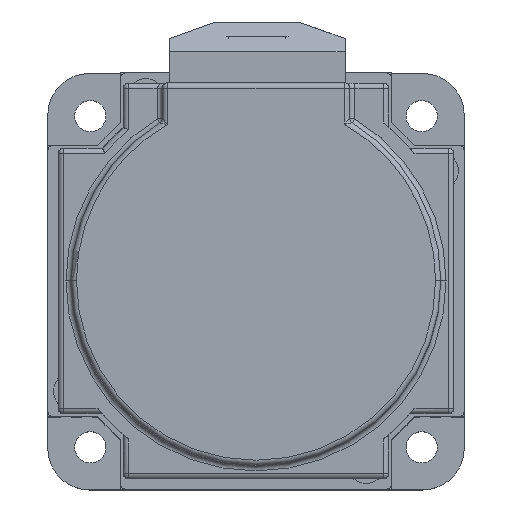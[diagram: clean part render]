
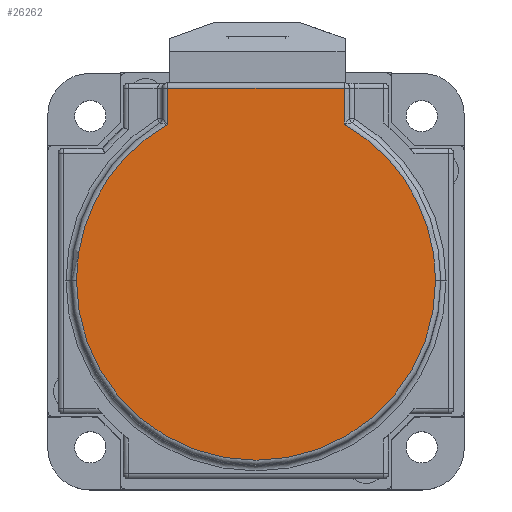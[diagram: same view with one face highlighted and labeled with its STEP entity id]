
A CAD part, top view. The second image highlights one B-rep face of the part: STEP entity #26262.
In plain terms, the highlighted planar face has unit normal (0, 0, 1).
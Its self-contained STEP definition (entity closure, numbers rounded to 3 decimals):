
#186 = CARTESIAN_POINT ( 'NONE',  ( 0., 0., 40. ) ) ;
#384 = VECTOR ( 'NONE', #15868, 1000. ) ;
#1078 = DIRECTION ( 'NONE',  ( 0., 0., 1. ) ) ;
#1155 = VERTEX_POINT ( 'NONE', #10699 ) ;
#2043 = DIRECTION ( 'NONE',  ( -1., 0., 0. ) ) ;
#2101 = CARTESIAN_POINT ( 'NONE',  ( 0., 0., 40. ) ) ;
#2241 = CARTESIAN_POINT ( 'NONE',  ( 0., 37., 40. ) ) ;
#2597 = DIRECTION ( 'NONE',  ( 0., 0., 1. ) ) ;
#3105 = EDGE_LOOP ( 'NONE', ( #3212, #12065, #23339, #27017, #15991, #13552, #26255 ) ) ;
#3212 = ORIENTED_EDGE ( 'NONE', *, *, #7561, .T. ) ;
#3983 = VERTEX_POINT ( 'NONE', #14127 ) ;
#4002 = CARTESIAN_POINT ( 'NONE',  ( 17., 30.021, 40. ) ) ;
#4472 = AXIS2_PLACEMENT_3D ( 'NONE', #2101, #2597, #16503 ) ;
#4858 = DIRECTION ( 'NONE',  ( 1., 0., 0. ) ) ;
#4885 = CARTESIAN_POINT ( 'NONE',  ( 17., 37., 40. ) ) ;
#4887 = AXIS2_PLACEMENT_3D ( 'NONE', #21939, #24304, #12678 ) ;
#5059 = PLANE ( 'NONE',  #28869 ) ;
#6555 = CARTESIAN_POINT ( 'NONE',  ( 17., 31.169, 40. ) ) ;
#7561 = EDGE_CURVE ( 'NONE', #25672, #22894, #19669, .T. ) ;
#7952 = VECTOR ( 'NONE', #12968, 1000. ) ;
#9285 = VERTEX_POINT ( 'NONE', #24639 ) ;
#10699 = CARTESIAN_POINT ( 'NONE',  ( 17., 31.169, 40. ) ) ;
#10717 = CARTESIAN_POINT ( 'NONE',  ( -17., 30.021, 40. ) ) ;
#11007 = AXIS2_PLACEMENT_3D ( 'NONE', #29108, #1078, #17028 ) ;
#11276 = CARTESIAN_POINT ( 'NONE',  ( 17., 35.056, 40. ) ) ;
#12065 = ORIENTED_EDGE ( 'NONE', *, *, #24238, .T. ) ;
#12353 = VECTOR ( 'NONE', #2043, 1000. ) ;
#12670 = EDGE_CURVE ( 'NONE', #12715, #9285, #19274, .T. ) ;
#12678 = DIRECTION ( 'NONE',  ( 1., 0., 0. ) ) ;
#12715 = VERTEX_POINT ( 'NONE', #10717 ) ;
#12968 = DIRECTION ( 'NONE',  ( 0., -1., 0. ) ) ;
#13262 = CIRCLE ( 'NONE', #4472, 34.5 ) ;
#13552 = ORIENTED_EDGE ( 'NONE', *, *, #16782, .T. ) ;
#14127 = CARTESIAN_POINT ( 'NONE',  ( 34.5, 0., 40. ) ) ;
#14243 = CARTESIAN_POINT ( 'NONE',  ( 17., 37., 40. ) ) ;
#15868 = DIRECTION ( 'NONE',  ( 0., 1., 0. ) ) ;
#15991 = ORIENTED_EDGE ( 'NONE', *, *, #23239, .T. ) ;
#16124 = LINE ( 'NONE', #4002, #384 ) ;
#16503 = DIRECTION ( 'NONE',  ( 1., 0., 0. ) ) ;
#16682 = VERTEX_POINT ( 'NONE', #22486 ) ;
#16782 = EDGE_CURVE ( 'NONE', #16682, #1155, #16124, .T. ) ;
#17028 = DIRECTION ( 'NONE',  ( 1., 0., 0. ) ) ;
#17449 = LINE ( 'NONE', #26941, #7952 ) ;
#18210 = FACE_OUTER_BOUND ( 'NONE', #3105, .T. ) ;
#18374 = B_SPLINE_CURVE_WITH_KNOTS ( 'NONE', 3,
 ( #6555, #25274, #11276, #14243 ),
 .UNSPECIFIED., .F., .F.,
 ( 4, 4 ),
 ( 0., 1. ),
 .UNSPECIFIED. ) ;
#18915 = EDGE_CURVE ( 'NONE', #1155, #25672, #18374, .T. ) ;
#19274 = CIRCLE ( 'NONE', #4887, 34.5 ) ;
#19669 = LINE ( 'NONE', #2241, #12353 ) ;
#21939 = CARTESIAN_POINT ( 'NONE',  ( 0., 0., 40. ) ) ;
#22486 = CARTESIAN_POINT ( 'NONE',  ( 17., 30.021, 40. ) ) ;
#22894 = VERTEX_POINT ( 'NONE', #27427 ) ;
#23239 = EDGE_CURVE ( 'NONE', #3983, #16682, #27292, .T. ) ;
#23339 = ORIENTED_EDGE ( 'NONE', *, *, #12670, .T. ) ;
#24238 = EDGE_CURVE ( 'NONE', #22894, #12715, #17449, .T. ) ;
#24304 = DIRECTION ( 'NONE',  ( 0., 0., 1. ) ) ;
#24639 = CARTESIAN_POINT ( 'NONE',  ( -34.5, 0., 40. ) ) ;
#25274 = CARTESIAN_POINT ( 'NONE',  ( 17., 33.112, 40. ) ) ;
#25672 = VERTEX_POINT ( 'NONE', #4885 ) ;
#26255 = ORIENTED_EDGE ( 'NONE', *, *, #18915, .T. ) ;
#26262 = ADVANCED_FACE ( 'NONE', ( #18210 ), #5059, .T. ) ;
#26941 = CARTESIAN_POINT ( 'NONE',  ( -17., 38., 40. ) ) ;
#27017 = ORIENTED_EDGE ( 'NONE', *, *, #28369, .T. ) ;
#27292 = CIRCLE ( 'NONE', #11007, 34.5 ) ;
#27427 = CARTESIAN_POINT ( 'NONE',  ( -17., 37., 40. ) ) ;
#28325 = DIRECTION ( 'NONE',  ( 0., 0., 1. ) ) ;
#28369 = EDGE_CURVE ( 'NONE', #9285, #3983, #13262, .T. ) ;
#28869 = AXIS2_PLACEMENT_3D ( 'NONE', #186, #28325, #4858 ) ;
#29108 = CARTESIAN_POINT ( 'NONE',  ( 0., 0., 40. ) ) ;
